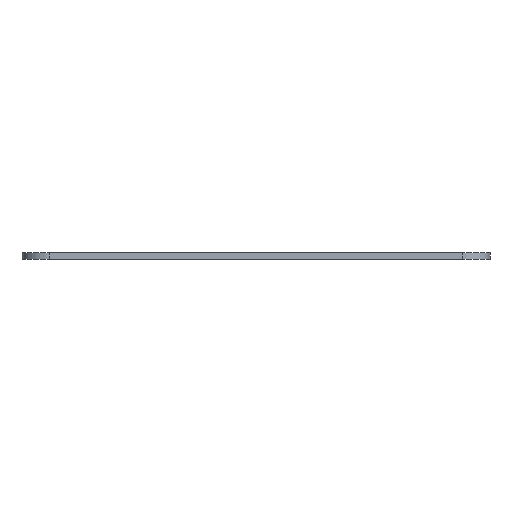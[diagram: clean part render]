
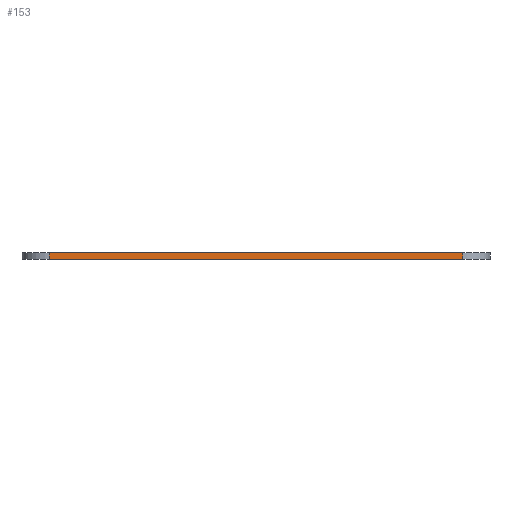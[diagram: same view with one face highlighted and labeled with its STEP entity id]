
A CAD part, front view. The second image highlights one B-rep face of the part: STEP entity #153.
In plain terms, the highlighted planar face has unit normal (0, -1, 0).
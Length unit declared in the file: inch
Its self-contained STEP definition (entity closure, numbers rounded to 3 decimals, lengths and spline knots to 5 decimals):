
#7 = CARTESIAN_POINT ( 'NONE',  ( -1.34449, -0.9685, 0. ) ) ;
#22 = EDGE_LOOP ( 'NONE', ( #268, #81, #323, #122 ) ) ;
#50 = PLANE ( 'NONE',  #213 ) ;
#64 = CARTESIAN_POINT ( 'NONE',  ( 1.18701, -0.9685, -0.03937 ) ) ;
#81 = ORIENTED_EDGE ( 'NONE', *, *, #749, .T. ) ;
#87 = CARTESIAN_POINT ( 'NONE',  ( 1.18701, -0.9685, -0.03937 ) ) ;
#101 = DIRECTION ( 'NONE',  ( 0., 0., -1. ) ) ;
#122 = ORIENTED_EDGE ( 'NONE', *, *, #376, .T. ) ;
#153 = ADVANCED_FACE ( 'NONE', ( #610 ), #50, .T. ) ;
#213 = AXIS2_PLACEMENT_3D ( 'NONE', #434, #301, #101 ) ;
#230 = LINE ( 'NONE', #723, #455 ) ;
#246 = VECTOR ( 'NONE', #646, 39.37008 ) ;
#268 = ORIENTED_EDGE ( 'NONE', *, *, #684, .F. ) ;
#301 = DIRECTION ( 'NONE',  ( 0., -1., 0. ) ) ;
#323 = ORIENTED_EDGE ( 'NONE', *, *, #512, .T. ) ;
#376 = EDGE_CURVE ( 'NONE', #632, #578, #715, .T. ) ;
#426 = CARTESIAN_POINT ( 'NONE',  ( 1.18701, -0.9685, 0. ) ) ;
#434 = CARTESIAN_POINT ( 'NONE',  ( -1.34449, -0.9685, -0.03937 ) ) ;
#437 = DIRECTION ( 'NONE',  ( 1., 0., 0. ) ) ;
#455 = VECTOR ( 'NONE', #437, 39.37008 ) ;
#461 = DIRECTION ( 'NONE',  ( 0., 0., -1. ) ) ;
#501 = LINE ( 'NONE', #7, #643 ) ;
#512 = EDGE_CURVE ( 'NONE', #575, #632, #230, .T. ) ;
#523 = LINE ( 'NONE', #758, #593 ) ;
#575 = VERTEX_POINT ( 'NONE', #604 ) ;
#578 = VERTEX_POINT ( 'NONE', #426 ) ;
#593 = VECTOR ( 'NONE', #461, 39.37008 ) ;
#604 = CARTESIAN_POINT ( 'NONE',  ( -1.18701, -0.9685, -0.03937 ) ) ;
#610 = FACE_OUTER_BOUND ( 'NONE', #22, .T. ) ;
#632 = VERTEX_POINT ( 'NONE', #64 ) ;
#643 = VECTOR ( 'NONE', #709, 39.37008 ) ;
#645 = VERTEX_POINT ( 'NONE', #717 ) ;
#646 = DIRECTION ( 'NONE',  ( 0., 0., 1. ) ) ;
#684 = EDGE_CURVE ( 'NONE', #645, #578, #501, .T. ) ;
#709 = DIRECTION ( 'NONE',  ( 1., 0., 0. ) ) ;
#715 = LINE ( 'NONE', #87, #246 ) ;
#717 = CARTESIAN_POINT ( 'NONE',  ( -1.18701, -0.9685, 0. ) ) ;
#723 = CARTESIAN_POINT ( 'NONE',  ( -1.34449, -0.9685, -0.03937 ) ) ;
#749 = EDGE_CURVE ( 'NONE', #645, #575, #523, .T. ) ;
#758 = CARTESIAN_POINT ( 'NONE',  ( -1.18701, -0.9685, -0.03937 ) ) ;
